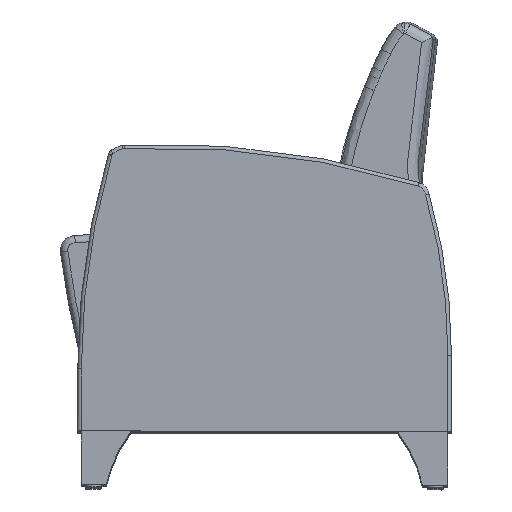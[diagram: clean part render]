
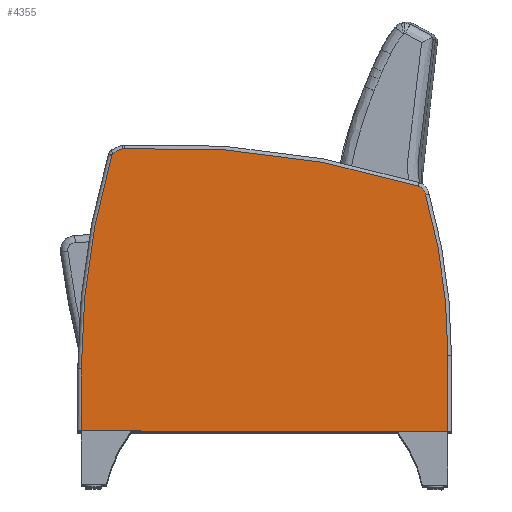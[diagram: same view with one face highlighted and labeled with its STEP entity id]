
A CAD part, top view. The second image highlights one B-rep face of the part: STEP entity #4355.
In plain terms, the highlighted planar face has unit normal (0, 0, 1).
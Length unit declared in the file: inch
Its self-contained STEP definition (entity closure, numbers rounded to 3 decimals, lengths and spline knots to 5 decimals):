
#266=PLANE('',#4854);
#353=LINE('',#11286,#480);
#355=LINE('',#11332,#482);
#371=LINE('',#11456,#498);
#480=VECTOR('',#5671,0.3937);
#482=VECTOR('',#5709,0.3937);
#498=VECTOR('',#5811,0.3937);
#781=FACE_OUTER_BOUND('',#1068,.T.);
#1068=EDGE_LOOP('',(#3704,#3705,#3706,#3707,#3708,#3709,#3710,#3711,#3712,
#3713));
#1312=CIRCLE('',#4785,0.25);
#1316=CIRCLE('',#4790,53.84447);
#1320=CIRCLE('',#4796,1.61874);
#1323=CIRCLE('',#4800,0.75);
#1326=CIRCLE('',#4804,59.75);
#1328=CIRCLE('',#4807,0.75);
#1331=CIRCLE('',#4812,40.58554);
#1907=VERTEX_POINT('',#11247);
#1908=VERTEX_POINT('',#11248);
#1912=VERTEX_POINT('',#11269);
#1914=VERTEX_POINT('',#11284);
#1915=VERTEX_POINT('',#11288);
#1917=VERTEX_POINT('',#11294);
#1919=VERTEX_POINT('',#11300);
#1922=VERTEX_POINT('',#11308);
#1923=VERTEX_POINT('',#11325);
#1926=VERTEX_POINT('',#11330);
#2486=EDGE_CURVE('',#1907,#1908,#1312,.T.);
#2492=EDGE_CURVE('',#1912,#1907,#1316,.T.);
#2495=EDGE_CURVE('',#1914,#1912,#353,.T.);
#2498=EDGE_CURVE('',#1908,#1915,#1320,.T.);
#2501=EDGE_CURVE('',#1915,#1917,#1323,.T.);
#2504=EDGE_CURVE('',#1917,#1919,#1326,.T.);
#2506=EDGE_CURVE('',#1919,#1922,#1328,.T.);
#2511=EDGE_CURVE('',#1926,#1923,#355,.T.);
#2512=EDGE_CURVE('',#1922,#1926,#1331,.T.);
#2553=EDGE_CURVE('',#1923,#1914,#371,.T.);
#3704=ORIENTED_EDGE('',*,*,#2495,.F.);
#3705=ORIENTED_EDGE('',*,*,#2553,.F.);
#3706=ORIENTED_EDGE('',*,*,#2511,.F.);
#3707=ORIENTED_EDGE('',*,*,#2512,.F.);
#3708=ORIENTED_EDGE('',*,*,#2506,.F.);
#3709=ORIENTED_EDGE('',*,*,#2504,.F.);
#3710=ORIENTED_EDGE('',*,*,#2501,.F.);
#3711=ORIENTED_EDGE('',*,*,#2498,.F.);
#3712=ORIENTED_EDGE('',*,*,#2486,.F.);
#3713=ORIENTED_EDGE('',*,*,#2492,.F.);
#4355=ADVANCED_FACE('',(#781),#266,.T.);
#4785=AXIS2_PLACEMENT_3D('',#11249,#5654,#5655);
#4790=AXIS2_PLACEMENT_3D('',#11280,#5664,#5665);
#4796=AXIS2_PLACEMENT_3D('',#11292,#5678,#5679);
#4800=AXIS2_PLACEMENT_3D('',#11298,#5686,#5687);
#4804=AXIS2_PLACEMENT_3D('',#11304,#5694,#5695);
#4807=AXIS2_PLACEMENT_3D('',#11309,#5700,#5701);
#4812=AXIS2_PLACEMENT_3D('',#11334,#5712,#5713);
#4854=AXIS2_PLACEMENT_3D('',#11457,#5812,#5813);
#5654=DIRECTION('center_axis',(0.,0.,-1.));
#5655=DIRECTION('ref_axis',(-0.844,0.537,0.));
#5664=DIRECTION('center_axis',(0.,0.,-1.));
#5665=DIRECTION('ref_axis',(-0.99,0.14,0.));
#5671=DIRECTION('',(0.,1.,0.));
#5678=DIRECTION('center_axis',(0.,0.,-1.));
#5679=DIRECTION('ref_axis',(-0.425,0.905,0.));
#5686=DIRECTION('center_axis',(0.,0.,-1.));
#5687=DIRECTION('ref_axis',(-0.128,0.992,0.));
#5694=DIRECTION('center_axis',(0.,0.,-1.));
#5695=DIRECTION('ref_axis',(0.124,0.992,0.));
#5700=DIRECTION('center_axis',(0.,0.,-1.));
#5701=DIRECTION('ref_axis',(0.761,0.649,0.));
#5709=DIRECTION('',(0.,-1.,0.));
#5712=DIRECTION('center_axis',(0.,0.,-1.));
#5713=DIRECTION('ref_axis',(0.99,0.139,0.));
#5811=DIRECTION('',(-1.,0.,0.));
#5812=DIRECTION('center_axis',(0.,0.,1.));
#5813=DIRECTION('ref_axis',(1.,0.,0.));
#11247=CARTESIAN_POINT('',(-12.3965,20.65936,2.75));
#11248=CARTESIAN_POINT('',(-12.30759,20.8021,2.75));
#11249=CARTESIAN_POINT('Origin',(-12.15221,20.60625,2.75));
#11269=CARTESIAN_POINT('',(-14.50196,5.72409,2.75));
#11280=CARTESIAN_POINT('Origin',(39.34251,5.74957,2.75));
#11284=CARTESIAN_POINT('',(-14.50196,1.38751,2.75));
#11286=CARTESIAN_POINT('',(-14.50196,5.41302,2.75));
#11288=CARTESIAN_POINT('',(-11.63546,21.11791,2.75));
#11292=CARTESIAN_POINT('Origin',(-11.3015,19.534,2.75));
#11294=CARTESIAN_POINT('',(-11.51791,21.13312,2.75));
#11298=CARTESIAN_POINT('Origin',(-11.48073,20.38404,2.75));
#11300=CARTESIAN_POINT('',(9.03893,18.55741,2.75));
#11304=CARTESIAN_POINT('Origin',(-8.55543,-38.54339,2.75));
#11308=CARTESIAN_POINT('',(9.56287,17.92892,2.75));
#11309=CARTESIAN_POINT('Origin',(8.81808,17.84066,2.75));
#11325=CARTESIAN_POINT('',(11.14024,1.38751,2.75));
#11330=CARTESIAN_POINT('',(11.14024,6.72403,2.75));
#11332=CARTESIAN_POINT('',(11.14024,8.58129,2.75));
#11334=CARTESIAN_POINT('Origin',(-29.4453,6.72403,2.75));
#11456=CARTESIAN_POINT('',(12.28079,1.38751,2.75));
#11457=CARTESIAN_POINT('Origin',(-1.61059,10.43854,2.75));
